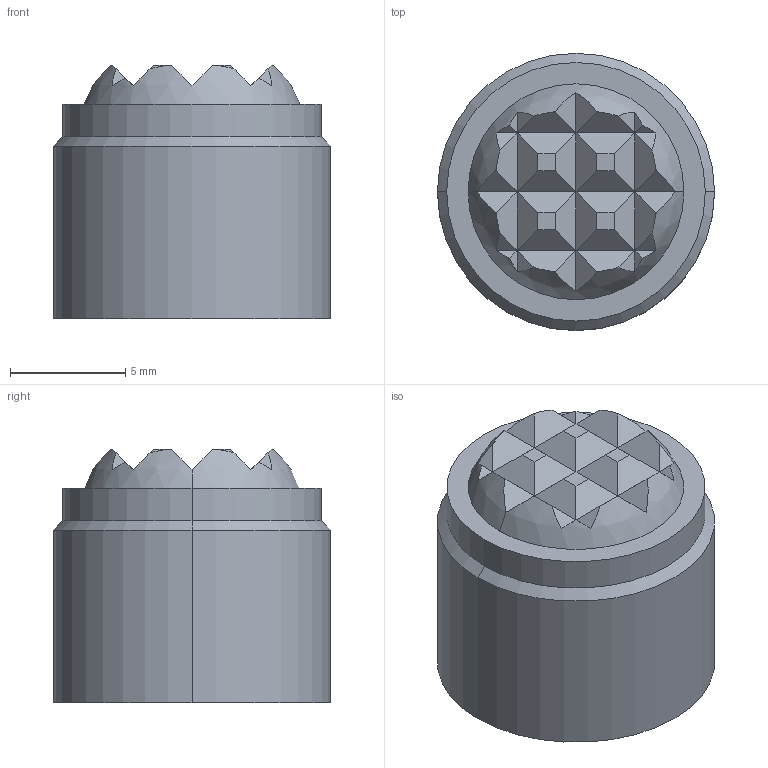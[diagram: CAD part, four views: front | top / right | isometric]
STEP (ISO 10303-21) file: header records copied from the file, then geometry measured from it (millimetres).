
FILE_DESCRIPTION(('STEP AP214'),'1');
FILE_NAME(' ',' ',('TraceParts'),('TraceParts S.A.'),'XStep 1.0',' ',' ');
FILE_SCHEMA(('automotive_design'));
Length unit declared in the file: millimetre
Products named in the file (2): 1; 2
Bounding box: 12 x 12 x 11 mm (x, y, z)
Volume: 1084.6 mm3; surface area: 1039.1 mm2
Topology: 2 solids, 2 shells, 79 faces, 166 edges, 93 vertices
Faces by surface type: plane 65, cylinder 6, sphere 4, cone 4
Entity records: 4034 total; most frequent: DIRECTION 392, STYLED_ITEM 340, PRESENTATION_STYLE_ASSIGNMENT 340, CARTESIAN_POINT 340, COLOUR_RGB 340, ORIENTED_EDGE 332, EDGE_CURVE 166, CURVE_STYLE 166
